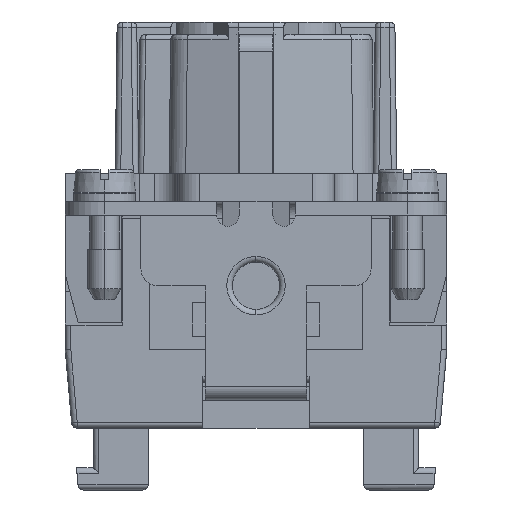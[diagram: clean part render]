
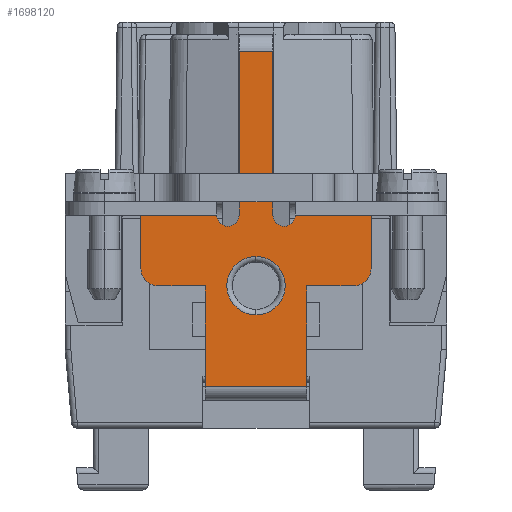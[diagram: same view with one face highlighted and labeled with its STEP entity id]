
A CAD part, left-side view. The second image highlights one B-rep face of the part: STEP entity #1698120.
In plain terms, the highlighted face is planar.
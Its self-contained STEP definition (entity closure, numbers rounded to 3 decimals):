
#8970=CARTESIAN_POINT('',(-7.746,24.176,
-2.4));
#8980=VERTEX_POINT('',#8970);
#9010=CARTESIAN_POINT('',(-7.746,24.176,
20.6));
#9020=DIRECTION('',(0.,0.,-1.));
#9030=VECTOR('',#9020,1.);
#9040=LINE('',#9010,#9030);
#9050=CARTESIAN_POINT('',(-7.746,24.176,
-3.9));
#9060=VERTEX_POINT('',#9050);
#9070=EDGE_CURVE('',#8980,#9060,#9040,.T.);
#9250=CARTESIAN_POINT('',(-7.746,24.176,
-6.9));
#9260=VERTEX_POINT('',#9250);
#9290=CARTESIAN_POINT('',(-7.746,24.176,
-11.4));
#9300=VERTEX_POINT('',#9290);
#9310=EDGE_CURVE('',#9260,#9300,#9040,.T.);
#247830=CARTESIAN_POINT('',(-7.746,33.176,
-11.4));
#247840=VERTEX_POINT('',#247830);
#247870=CARTESIAN_POINT('',(-7.746,33.176,
20.6));
#247880=DIRECTION('',(0.,0.,1.));
#247890=VECTOR('',#247880,1.);
#247900=LINE('',#247870,#247890);
#247910=CARTESIAN_POINT('',(-7.746,33.176,
-6.9));
#247920=VERTEX_POINT('',#247910);
#247930=EDGE_CURVE('',#247840,#247920,#247900,.T.);
#248150=CARTESIAN_POINT('',(-7.746,33.176,
-3.9));
#248160=VERTEX_POINT('',#248150);
#248190=CARTESIAN_POINT('',(-7.746,33.176,
-2.4));
#248200=VERTEX_POINT('',#248190);
#248210=EDGE_CURVE('',#248160,#248200,#247900,.T.);
#1687300=CARTESIAN_POINT('',(-7.746,32.176,
3.9));
#1687310=VERTEX_POINT('',#1687300);
#1687340=CARTESIAN_POINT('',(-7.746,31.176,
3.9));
#1687350=DIRECTION('',(1.,0.,0.));
#1687360=DIRECTION('',(0.,-1.,0.))
;
#1687370=AXIS2_PLACEMENT_3D('',#1687340,#1687350,#1687360);
#1687380=CIRCLE('',#1687370,1.);
#1687390=CARTESIAN_POINT('',(-7.746,30.176,
3.9));
#1687400=VERTEX_POINT('',#1687390);
#1687410=EDGE_CURVE('',#1687400,#1687310,#1687380,.T.);
#1687790=CARTESIAN_POINT('',(-7.746,27.176,
3.9));
#1687800=VERTEX_POINT('',#1687790);
#1687850=CARTESIAN_POINT('',(-7.746,26.176,
3.9));
#1687860=DIRECTION('',(1.,0.,0.));
#1687870=DIRECTION('',(0.,-1.,0.))
;
#1687880=AXIS2_PLACEMENT_3D('',#1687850,#1687860,#1687870);
#1687890=CIRCLE('',#1687880,1.);
#1687900=CARTESIAN_POINT('',(-7.746,25.176,
3.9));
#1687910=VERTEX_POINT('',#1687900);
#1687920=EDGE_CURVE('',#1687910,#1687800,#1687890,.T.);
#1689140=CARTESIAN_POINT('',(-7.746,27.176,
18.5));
#1689150=VERTEX_POINT('',#1689140);
#1689180=CARTESIAN_POINT('',(-7.746,27.176,
20.6));
#1689190=DIRECTION('',(0.,0.,1.));
#1689200=VECTOR('',#1689190,1.);
#1689210=LINE('',#1689180,#1689200);
#1689220=EDGE_CURVE('',#1687800,#1689150,#1689210,.T.);
#1690140=CARTESIAN_POINT('',(-7.746,18.426,
3.9));
#1690150=VERTEX_POINT('',#1690140);
#1690180=CARTESIAN_POINT('',(-7.746,18.426,
20.6));
#1690190=DIRECTION('',(0.,0.,1.));
#1690200=VECTOR('',#1690190,1.);
#1690210=LINE('',#1690180,#1690200);
#1690220=CARTESIAN_POINT('',(-7.746,18.426,
-0.9));
#1690230=VERTEX_POINT('',#1690220);
#1690240=EDGE_CURVE('',#1690230,#1690150,#1690210,.T.);
#1694520=CARTESIAN_POINT('',(-7.746,72.675,
3.9));
#1694530=DIRECTION('',(0.,1.,0.));
#1694540=VECTOR('',#1694530,1.);
#1694550=LINE('',#1694520,#1694540);
#1694560=EDGE_CURVE('',#1690150,#1687910,#1694550,.T.);
#1697110=CARTESIAN_POINT('',(-7.746,29.669,
-7.687));
#1697120=DIRECTION('',(1.,0.,0.));
#1697130=DIRECTION('',(0.,-1.,0.));
#1697140=AXIS2_PLACEMENT_3D('',#1697110,#1697120,#1697130);
#1697150=PLANE('',#1697140);
#1697160=CARTESIAN_POINT('',(-7.746,28.676,
-2.4));
#1697170=DIRECTION('',(1.,0.,0.));
#1697180=DIRECTION('',(0.,-1.,0.))
;
#1697190=AXIS2_PLACEMENT_3D('',#1697160,#1697170,#1697180);
#1697200=CIRCLE('',#1697190,2.6);
#1697210=CARTESIAN_POINT('',(-7.746,31.276,
-2.4));
#1697220=VERTEX_POINT('',#1697210);
#1697230=CARTESIAN_POINT('',(-7.746,28.676,
0.2));
#1697240=VERTEX_POINT('',#1697230);
#1697250=EDGE_CURVE('',#1697220,#1697240,#1697200,.T.);
#1697260=ORIENTED_EDGE('',*,*,#1697250,.F.);
#1697270=CARTESIAN_POINT('',(-7.746,28.676,
-5.));
#1697280=VERTEX_POINT('',#1697270);
#1697290=EDGE_CURVE('',#1697240,#1697280,#1697200,.T.);
#1697300=ORIENTED_EDGE('',*,*,#1697290,.F.);
#1697310=EDGE_CURVE('',#1697280,#1697220,#1697200,.T.);
#1697320=ORIENTED_EDGE('',*,*,#1697310,.F.);
#1697330=EDGE_LOOP('',(#1697320,#1697300,#1697260));
#1697340=FACE_BOUND('',#1697330,.T.);
#1697350=ORIENTED_EDGE('',*,*,#248210,.T.);
#1697360=EDGE_CURVE('',#247920,#248160,#247900,.T.);
#1697370=ORIENTED_EDGE('',*,*,#1697360,.T.);
#1697380=ORIENTED_EDGE('',*,*,#247930,.T.);
#1697390=CARTESIAN_POINT('',(-7.746,72.675,
-11.4));
#1697400=DIRECTION('',(0.,-1.,0.))
;
#1697410=VECTOR('',#1697400,1.);
#1697420=LINE('',#1697390,#1697410);
#1697430=EDGE_CURVE('',#247840,#9300,#1697420,.T.);
#1697440=ORIENTED_EDGE('',*,*,#1697430,.F.);
#1697450=ORIENTED_EDGE('',*,*,#9310,.T.);
#1697460=EDGE_CURVE('',#9060,#9260,#9040,.T.);
#1697470=ORIENTED_EDGE('',*,*,#1697460,.T.);
#1697480=ORIENTED_EDGE('',*,*,#9070,.T.);
#1697490=CARTESIAN_POINT('',(-7.746,72.675,
-2.4));
#1697500=DIRECTION('',(0.,-1.,0.))
;
#1697510=VECTOR('',#1697500,1.);
#1697520=LINE('',#1697490,#1697510);
#1697530=CARTESIAN_POINT('',(-7.746,19.926,
-2.4));
#1697540=VERTEX_POINT('',#1697530);
#1697550=EDGE_CURVE('',#8980,#1697540,#1697520,.T.);
#1697560=ORIENTED_EDGE('',*,*,#1697550,.F.);
#1697570=CARTESIAN_POINT('',(-7.746,19.926,
-0.9));
#1697580=DIRECTION('',(-1.,0.,0.));
#1697590=DIRECTION('',(0.,1.,0.));
#1697600=AXIS2_PLACEMENT_3D('',#1697570,#1697580,#1697590);
#1697610=CIRCLE('',#1697600,1.5);
#1697620=EDGE_CURVE('',#1697540,#1690230,#1697610,.T.);
#1697630=ORIENTED_EDGE('',*,*,#1697620,.F.);
#1697640=ORIENTED_EDGE('',*,*,#1690240,.F.);
#1697650=ORIENTED_EDGE('',*,*,#1694560,.F.);
#1697660=ORIENTED_EDGE('',*,*,#1687920,.F.);
#1697670=ORIENTED_EDGE('',*,*,#1689220,.F.);
#1697680=CARTESIAN_POINT('',(-7.746,72.675,
18.5));
#1697690=DIRECTION('',(0.,-1.,0.))
;
#1697700=VECTOR('',#1697690,1.);
#1697710=LINE('',#1697680,#1697700);
#1697720=CARTESIAN_POINT('',(-7.746,30.176,
18.5));
#1697730=VERTEX_POINT('',#1697720);
#1697740=EDGE_CURVE('',#1697730,#1689150,#1697710,.T.);
#1697750=ORIENTED_EDGE('',*,*,#1697740,.T.);
#1697760=CARTESIAN_POINT('',(-7.746,30.176,
20.6));
#1697770=DIRECTION('',(0.,0.,-1.));
#1697780=VECTOR('',#1697770,1.);
#1697790=LINE('',#1697760,#1697780);
#1697800=EDGE_CURVE('',#1697730,#1687400,#1697790,.T.);
#1697810=ORIENTED_EDGE('',*,*,#1697800,.F.);
#1697820=ORIENTED_EDGE('',*,*,#1687410,.F.);
#1697830=CARTESIAN_POINT('',(-7.746,38.926,
3.9));
#1697840=VERTEX_POINT('',#1697830);
#1697850=EDGE_CURVE('',#1687310,#1697840,#1694550,.T.);
#1697860=ORIENTED_EDGE('',*,*,#1697850,.F.);
#1697870=CARTESIAN_POINT('',(-7.746,38.926,
20.6));
#1697880=DIRECTION('',(0.,0.,-1.));
#1697890=VECTOR('',#1697880,1.);
#1697900=LINE('',#1697870,#1697890);
#1697910=CARTESIAN_POINT('',(-7.746,38.926,
-0.9));
#1697920=VERTEX_POINT('',#1697910);
#1697930=EDGE_CURVE('',#1697840,#1697920,#1697900,.T.);
#1697940=ORIENTED_EDGE('',*,*,#1697930,.F.);
#1697950=CARTESIAN_POINT('',(-7.746,37.426,
-0.9));
#1697960=DIRECTION('',(-1.,0.,0.));
#1697970=DIRECTION('',(0.,1.,0.));
#1697980=AXIS2_PLACEMENT_3D('',#1697950,#1697960,#1697970);
#1697990=CIRCLE('',#1697980,1.5);
#1698000=CARTESIAN_POINT('',(-7.746,37.426,
-2.4));
#1698010=VERTEX_POINT('',#1698000);
#1698020=EDGE_CURVE('',#1697920,#1698010,#1697990,.T.);
#1698030=ORIENTED_EDGE('',*,*,#1698020,.F.);
#1698040=CARTESIAN_POINT('',(-7.746,72.675,
-2.4));
#1698050=DIRECTION('',(0.,-1.,0.))
;
#1698060=VECTOR('',#1698050,1.);
#1698070=LINE('',#1698040,#1698060);
#1698080=EDGE_CURVE('',#1698010,#248200,#1698070,.T.);
#1698090=ORIENTED_EDGE('',*,*,#1698080,.F.);
#1698100=EDGE_LOOP('',(#1698090,#1698030,#1697940,#1697860,#1697820,
#1697810,#1697750,#1697670,#1697660,#1697650,#1697640,#1697630,#1697560,
#1697480,#1697470,#1697450,#1697440,#1697380,#1697370,#1697350));
#1698110=FACE_OUTER_BOUND('',#1698100,.T.);
#1698120=ADVANCED_FACE('',(#1697340,#1698110),#1697150,.T.);
